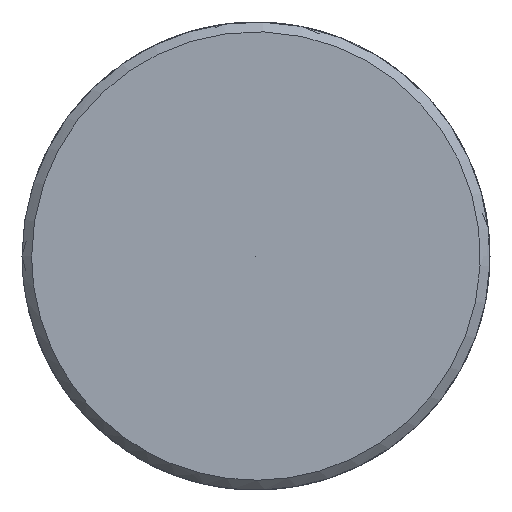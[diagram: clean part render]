
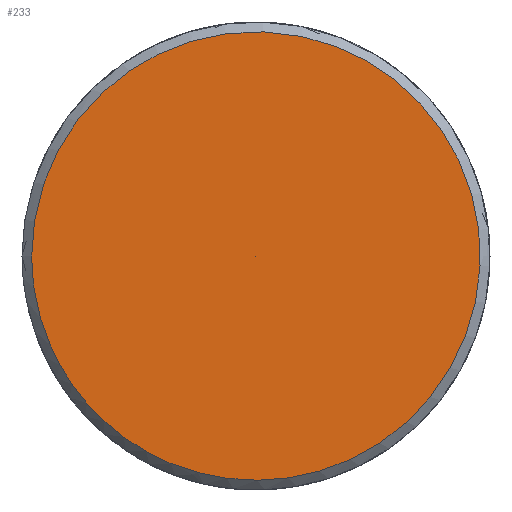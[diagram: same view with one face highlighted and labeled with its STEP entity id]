
A CAD part, left-side view. The second image highlights one B-rep face of the part: STEP entity #233.
In plain terms, the highlighted free-form (B-spline) face has degree [5, 1] with [6, 2] control points.
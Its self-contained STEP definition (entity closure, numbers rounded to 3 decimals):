
#153 = CARTESIAN_POINT ('', (-120., 5.75, 0.));
#154 = VERTEX_POINT ('', #153);
#172 = CARTESIAN_POINT ('', (-120., 5.75, 0.));
#173 = CARTESIAN_POINT ('', (-120., 5.75, 23.));
#174 = CARTESIAN_POINT ('', (-120., -17.25, 11.5));
#175 = CARTESIAN_POINT ('', (-120., -17.25, -11.5));
#176 = CARTESIAN_POINT ('', (-120., 5.75, -23.));
#177 = CARTESIAN_POINT ('', (-120., 5.75, 0.));
#178 = (
   BOUNDED_CURVE ()
   B_SPLINE_CURVE (5, (#172, #173, #174, #175, #176, #177), .UNSPECIFIED., .T., .U.)
   B_SPLINE_CURVE_WITH_KNOTS ((6, 6), (0., 1.), .UNSPECIFIED.)
   CURVE ()
   GEOMETRIC_REPRESENTATION_ITEM ()
   RATIONAL_B_SPLINE_CURVE ((5., 1., 1., 1., 1., 5.))
   REPRESENTATION_ITEM ('')
);
#179 = EDGE_CURVE ('', #154, #154, #178, .T.);
#209 = CARTESIAN_POINT ('', (-120., 0., 0.));
#210 = VERTEX_POINT ('', #209);
#211 = CARTESIAN_POINT ('', (-120., 5.75, 0.));
#212 = CARTESIAN_POINT ('', (-120., 0., 0.));
#213 = B_SPLINE_CURVE_WITH_KNOTS ('', 1, (#211, #212), .UNSPECIFIED., .F., .U., (2, 2), (0., 1.), .UNSPECIFIED.);
#214 = EDGE_CURVE ('', #154, #210, #213, .T.);
#215 = ORIENTED_EDGE ('', *, *, #214, .F.);
#216 = ORIENTED_EDGE ('', *, *, #179, .T.);
#217 = ORIENTED_EDGE ('', *, *, #214, .T.);
#218 = EDGE_LOOP ('', (#215, #216, #217));
#219 = FACE_OUTER_BOUND ('', #218, .F.);
#220 = CARTESIAN_POINT ('', (-120., 5.75, 0.));
#221 = CARTESIAN_POINT ('', (-120., 0., 0.));
#222 = CARTESIAN_POINT ('', (-120., 5.75, 23.));
#223 = CARTESIAN_POINT ('', (-120., 0., 0.));
#224 = CARTESIAN_POINT ('', (-120., -17.25, 11.5));
#225 = CARTESIAN_POINT ('', (-120., 0., 0.));
#226 = CARTESIAN_POINT ('', (-120., -17.25, -11.5));
#227 = CARTESIAN_POINT ('', (-120., 0., 0.));
#228 = CARTESIAN_POINT ('', (-120., 5.75, -23.));
#229 = CARTESIAN_POINT ('', (-120., 0., 0.));
#230 = CARTESIAN_POINT ('', (-120., 5.75, 0.));
#231 = CARTESIAN_POINT ('', (-120., 0., 0.));
#232 = (
   BOUNDED_SURFACE ()
   B_SPLINE_SURFACE (5, 1, ((#220, #221), (#222, #223), (#224, #225), (#226, #227), (#228, #229), (#230, #231)), .UNSPECIFIED., .T., .F., .U.)
   B_SPLINE_SURFACE_WITH_KNOTS ((6, 6), (2, 2), (0., 1.), (0., 1.), .UNSPECIFIED.)
   SURFACE ()
   GEOMETRIC_REPRESENTATION_ITEM ()
   RATIONAL_B_SPLINE_SURFACE (((5., 5.), (1., 1.), (1., 1.), (1., 1.), (1., 1.), (5., 5.)))
   REPRESENTATION_ITEM ('')
);
#233 = ADVANCED_FACE ('', (#219), #232, .F.);
